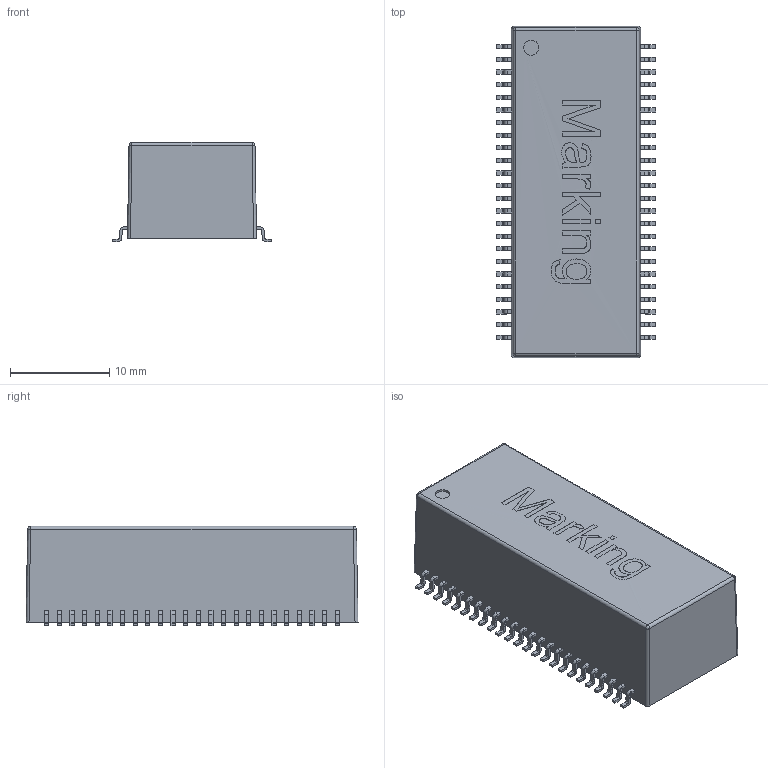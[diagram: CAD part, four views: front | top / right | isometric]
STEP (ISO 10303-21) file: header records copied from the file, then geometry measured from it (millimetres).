
FILE_DESCRIPTION(/* description */ ('Unknown'),/* implementation_level */ '2;1');
FILE_NAME(/* name */ 'T_Wurth_WE-LAN_7490240121',/* time_stamp */ '2025-08-27T09:51:40+08:00',/* author */ ('Unknown'),/* organization */ ('Unknown'),/* preprocessor_version */ 'ST-DEVELOPER v19.4',/* originating_system */ 'Solid Edge',/* authorisation */ 'Unknown');
FILE_SCHEMA (('AUTOMOTIVE_DESIGN {1 0 10303 214 3 1 1}'));
Length unit declared in the file: millimetre
Products named in the file (2): T_Wurth_WE-LAN_7490240121
Assembly tree (1 placements, depth 2):
  T_Wurth_WE-LAN_7490240121
    T_Wurth_WE-LAN_7490240121
Bounding box: 16 x 33.4 x 10 mm (x, y, z)
Volume: 829.1 mm3; surface area: 2622.1 mm2
Topology: 1 solids, 1 shells, 715 faces, 1952 edges, 1299 vertices
Faces by surface type: plane 500, cylinder 202, bspline 9, sphere 4
Full cylindrical faces by diameter (mm): 1.5 x1
Entity records: 28031 total; most frequent: CARTESIAN_POINT 4723, ORIENTED_EDGE 3900, DIRECTION 3643, EDGE_CURVE 1950, LINE 1423, VECTOR 1423, VERTEX_POINT 1299, AXIS2_PLACEMENT_3D 1110
